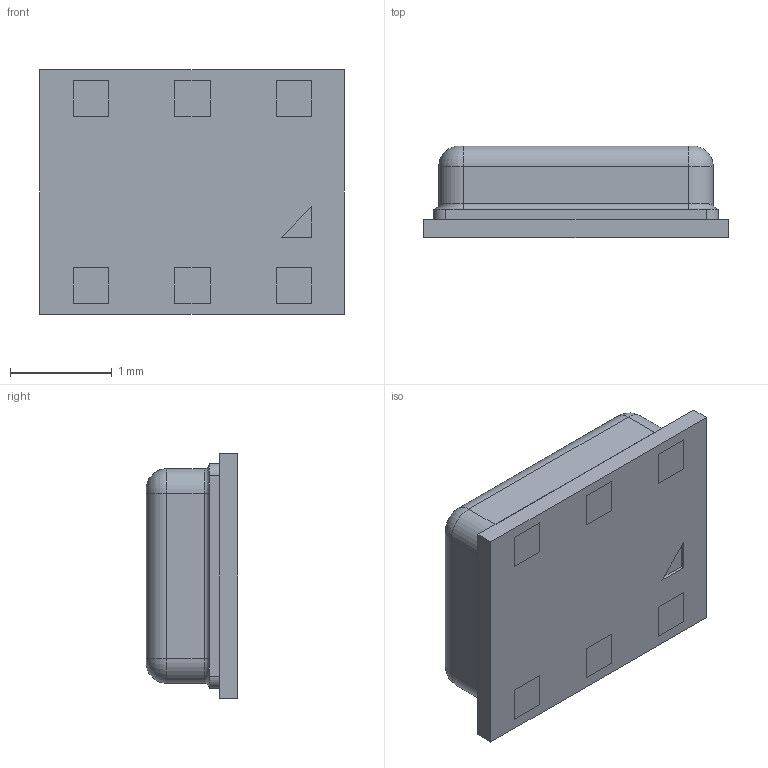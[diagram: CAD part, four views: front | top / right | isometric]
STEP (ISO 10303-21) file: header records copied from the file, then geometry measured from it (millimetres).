
FILE_DESCRIPTION (( 'STEP AP214' ), '1' );
FILE_NAME ('HS3001.STEP', '2020-03-02T03:26:26', ( '' ), ( '' ), 'SwSTEP 2.0', 'SolidWorks 2017', '' );
FILE_SCHEMA (( 'AUTOMOTIVE_DESIGN' ));
Length unit declared in the file: millimetre
Products named in the file (1): HS3001
Bounding box: 3 x 0.9 x 2.41 mm (x, y, z)
Volume: 5.2 mm3; surface area: 36.8 mm2
Topology: 10 solids, 10 shells, 134 faces, 309 edges, 198 vertices
Faces by surface type: plane 98, cylinder 28, torus 8
Entity records: 3884 total; most frequent: DIRECTION 643, CARTESIAN_POINT 642, ORIENTED_EDGE 618, EDGE_CURVE 309, LINE 245, VECTOR 245, AXIS2_PLACEMENT_3D 199, VERTEX_POINT 198
